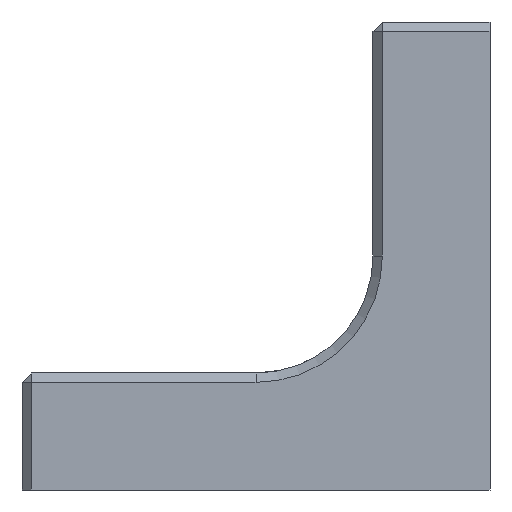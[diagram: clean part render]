
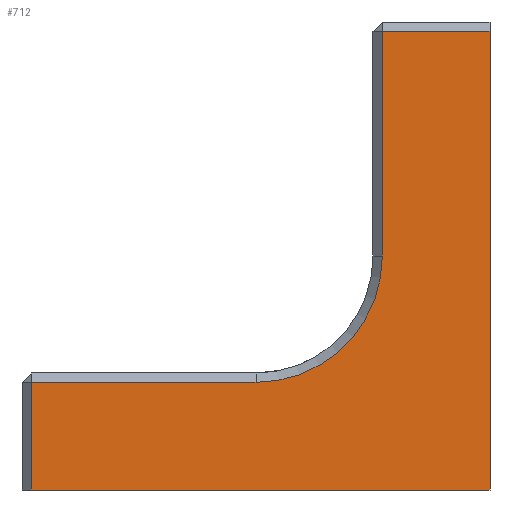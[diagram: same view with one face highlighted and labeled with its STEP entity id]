
A CAD part, front view. The second image highlights one B-rep face of the part: STEP entity #712.
In plain terms, the highlighted planar face has unit normal (0, -1, 0).
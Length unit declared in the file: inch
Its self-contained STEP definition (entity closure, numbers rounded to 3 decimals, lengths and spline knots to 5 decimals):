
#34=PLANE('',#783);
#71=FACE_OUTER_BOUND('',#122,.T.);
#122=EDGE_LOOP('',(#540,#541,#542,#543,#544,#545,#546));
#188=LINE('',#1109,#266);
#193=LINE('',#1119,#271);
#194=LINE('',#1121,#272);
#195=LINE('',#1123,#273);
#196=LINE('',#1127,#274);
#197=LINE('',#1128,#275);
#266=VECTOR('',#886,1.96);
#271=VECTOR('',#895,1.96);
#272=VECTOR('',#896,0.46);
#273=VECTOR('',#897,0.96);
#274=VECTOR('',#900,0.96);
#275=VECTOR('',#901,0.46);
#333=CIRCLE('',#784,0.54);
#370=VERTEX_POINT('',#1106);
#371=VERTEX_POINT('',#1108);
#374=VERTEX_POINT('',#1118);
#375=VERTEX_POINT('',#1120);
#376=VERTEX_POINT('',#1122);
#377=VERTEX_POINT('',#1124);
#378=VERTEX_POINT('',#1126);
#430=EDGE_CURVE('',#371,#370,#188,.T.);
#435=EDGE_CURVE('',#374,#370,#193,.T.);
#436=EDGE_CURVE('',#374,#375,#194,.T.);
#437=EDGE_CURVE('',#375,#376,#195,.T.);
#438=EDGE_CURVE('',#376,#377,#333,.T.);
#439=EDGE_CURVE('',#377,#378,#196,.T.);
#440=EDGE_CURVE('',#378,#371,#197,.T.);
#540=ORIENTED_EDGE('',*,*,#435,.F.);
#541=ORIENTED_EDGE('',*,*,#436,.T.);
#542=ORIENTED_EDGE('',*,*,#437,.T.);
#543=ORIENTED_EDGE('',*,*,#438,.T.);
#544=ORIENTED_EDGE('',*,*,#439,.T.);
#545=ORIENTED_EDGE('',*,*,#440,.T.);
#546=ORIENTED_EDGE('',*,*,#430,.T.);
#712=ADVANCED_FACE('',(#71),#34,.F.);
#783=AXIS2_PLACEMENT_3D('',#1117,#893,#894);
#784=AXIS2_PLACEMENT_3D('',#1125,#898,#899);
#886=DIRECTION('',(1.,0.,0.));
#893=DIRECTION('center_axis',(0.,1.,0.));
#894=DIRECTION('ref_axis',(0.,0.,1.));
#895=DIRECTION('',(0.,0.,-1.));
#896=DIRECTION('',(-1.,0.,0.));
#897=DIRECTION('',(0.,0.,-1.));
#898=DIRECTION('center_axis',(0.,1.,0.));
#899=DIRECTION('ref_axis',(0.,0.,1.));
#900=DIRECTION('',(-1.,0.,0.));
#901=DIRECTION('',(0.,0.,-1.));
#1106=CARTESIAN_POINT('',(2.,-1.5,0.));
#1108=CARTESIAN_POINT('',(0.04,-1.5,0.));
#1109=CARTESIAN_POINT('',(0.04,-1.5,0.));
#1117=CARTESIAN_POINT('Origin',(0.,-1.5,0.5));
#1118=CARTESIAN_POINT('',(2.,-1.5,1.96));
#1119=CARTESIAN_POINT('',(2.,-1.5,1.96));
#1120=CARTESIAN_POINT('',(1.54,-1.5,1.96));
#1121=CARTESIAN_POINT('',(2.,-1.5,1.96));
#1122=CARTESIAN_POINT('',(1.54,-1.5,1.));
#1123=CARTESIAN_POINT('',(1.54,-1.5,1.96));
#1124=CARTESIAN_POINT('',(1.,-1.5,0.46));
#1125=CARTESIAN_POINT('Origin',(1.,-1.5,1.));
#1126=CARTESIAN_POINT('',(0.04,-1.5,0.46));
#1127=CARTESIAN_POINT('',(1.,-1.5,0.46));
#1128=CARTESIAN_POINT('',(0.04,-1.5,0.46));
